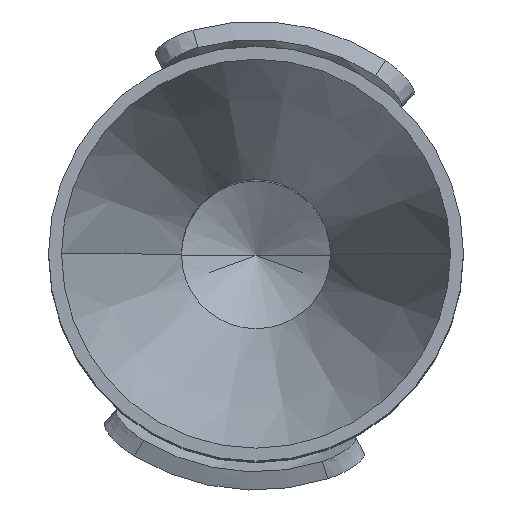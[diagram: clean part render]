
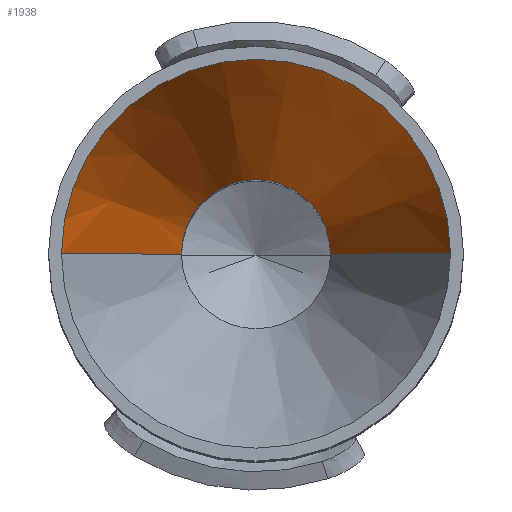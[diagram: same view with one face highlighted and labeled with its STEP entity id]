
A CAD part, top view. The second image highlights one B-rep face of the part: STEP entity #1938.
In plain terms, the highlighted conical face has half-angle 24.284 degrees and reference radius 1.038 mm.
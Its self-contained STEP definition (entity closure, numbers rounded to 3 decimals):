
#306=DIRECTION('',(0.411,0.,-0.912));
#307=VECTOR('',#306,2.249);
#308=CARTESIAN_POINT('',(-1.5,0.,12.334));
#309=LINE('',#308,#307);
#310=CARTESIAN_POINT('',(0.,0.,12.334));
#311=DIRECTION('',(0.,0.,-1.));
#312=DIRECTION('',(-1.,0.,0.));
#313=AXIS2_PLACEMENT_3D('',#310,#311,#312);
#315=DIRECTION('',(-0.411,0.,-0.912));
#316=VECTOR('',#315,2.249);
#317=CARTESIAN_POINT('',(1.5,0.,12.334));
#318=LINE('',#317,#316);
#328=CARTESIAN_POINT('',(0.,0.,10.284));
#329=DIRECTION('',(0.,0.,-1.));
#330=DIRECTION('',(-1.,0.,0.));
#331=AXIS2_PLACEMENT_3D('',#328,#329,#330);
#1299=CARTESIAN_POINT('',(-1.5,0.,12.334));
#1300=CARTESIAN_POINT('',(1.5,0.,12.334));
#1301=VERTEX_POINT('',#1299);
#1302=VERTEX_POINT('',#1300);
#1433=CARTESIAN_POINT('',(-0.575,0.,10.284));
#1435=VERTEX_POINT('',#1433);
#1437=CARTESIAN_POINT('',(0.575,0.,10.284));
#1439=VERTEX_POINT('',#1437);
#1926=CARTESIAN_POINT('',(0.,0.,11.309));
#1927=DIRECTION('',(0.,0.,1.));
#1928=DIRECTION('',(-1.,0.,0.));
#1929=AXIS2_PLACEMENT_3D('',#1926,#1927,#1928);
#1930=CONICAL_SURFACE('',#1929,1.037,24.284);
#1931=ORIENTED_EDGE('',*,*,#1916,.F.);
#1932=ORIENTED_EDGE('',*,*,#1906,.T.);
#1933=ORIENTED_EDGE('',*,*,#1920,.T.);
#1935=ORIENTED_EDGE('',*,*,#1934,.F.);
#1936=EDGE_LOOP('',(#1931,#1932,#1933,#1935));
#1937=FACE_OUTER_BOUND('',#1936,.F.);
#1938=ADVANCED_FACE('',(#1937),#1930,.F.);
#314=CIRCLE('',#313,1.5);
#332=CIRCLE('',#331,0.575);
#1906=EDGE_CURVE('',#1301,#1302,#314,.T.);
#1916=EDGE_CURVE('',#1301,#1435,#309,.T.);
#1920=EDGE_CURVE('',#1302,#1439,#318,.T.);
#1934=EDGE_CURVE('',#1435,#1439,#332,.T.);
